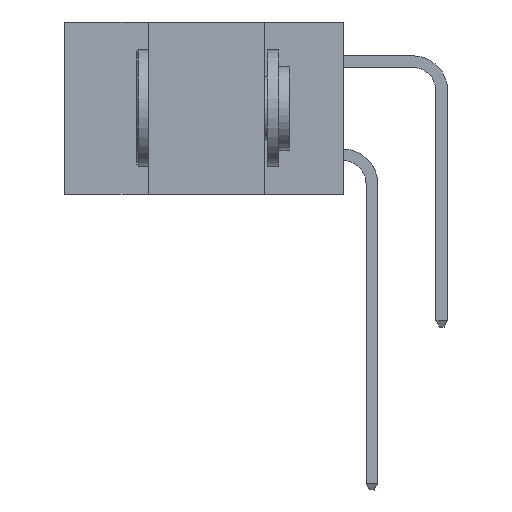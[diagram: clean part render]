
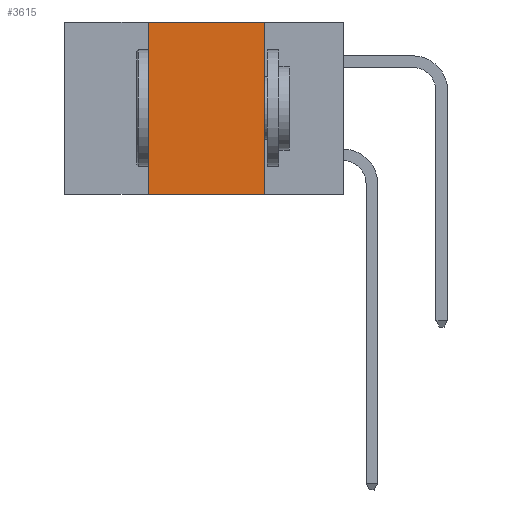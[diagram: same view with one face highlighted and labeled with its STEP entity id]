
A CAD part, left-side view. The second image highlights one B-rep face of the part: STEP entity #3615.
In plain terms, the highlighted planar face has unit normal (-1, 0, 0).
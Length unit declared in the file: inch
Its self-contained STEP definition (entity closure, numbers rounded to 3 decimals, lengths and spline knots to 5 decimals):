
#185 = VECTOR ( 'NONE', #2845, 39.37008 ) ;
#460 = DIRECTION ( 'NONE',  ( 0., -1., 0. ) ) ;
#627 = VERTEX_POINT ( 'NONE', #4143 ) ;
#989 = DIRECTION ( 'NONE',  ( 0., 0., -1. ) ) ;
#1276 = DIRECTION ( 'NONE',  ( 0., 0., -1. ) ) ;
#1574 = ORIENTED_EDGE ( 'NONE', *, *, #6151, .T. ) ;
#2671 = FACE_OUTER_BOUND ( 'NONE', #10317, .T. ) ;
#2845 = DIRECTION ( 'NONE',  ( 0., -1., 0. ) ) ;
#2880 = VECTOR ( 'NONE', #460, 39.37008 ) ;
#2968 = CARTESIAN_POINT ( 'NONE',  ( 0., 0.42, 0. ) ) ;
#2979 = EDGE_CURVE ( 'NONE', #12223, #9054, #15487, .T. ) ;
#3615 = ADVANCED_FACE ( 'NONE', ( #2671 ), #9165, .F. ) ;
#3839 = LINE ( 'NONE', #15122, #185 ) ;
#4143 = CARTESIAN_POINT ( 'NONE',  ( 0., 0.17, 0. ) ) ;
#5920 = CARTESIAN_POINT ( 'NONE',  ( 0., 0.42, -0.37 ) ) ;
#5985 = LINE ( 'NONE', #8026, #7480 ) ;
#6087 = ORIENTED_EDGE ( 'NONE', *, *, #11386, .F. ) ;
#6151 = EDGE_CURVE ( 'NONE', #12223, #16773, #3839, .T. ) ;
#6523 = CARTESIAN_POINT ( 'NONE',  ( 0., 0.6, 0. ) ) ;
#7289 = CARTESIAN_POINT ( 'NONE',  ( 0., 0.6, 0. ) ) ;
#7480 = VECTOR ( 'NONE', #1276, 39.37008 ) ;
#8026 = CARTESIAN_POINT ( 'NONE',  ( 0., 0.17, 0. ) ) ;
#9054 = VERTEX_POINT ( 'NONE', #14018 ) ;
#9165 = PLANE ( 'NONE',  #15146 ) ;
#9315 = CARTESIAN_POINT ( 'NONE',  ( 0., 0.17, -0.37 ) ) ;
#9798 = EDGE_CURVE ( 'NONE', #9054, #627, #13962, .T. ) ;
#10317 = EDGE_LOOP ( 'NONE', ( #6087, #14454, #13986, #1574 ) ) ;
#11386 = EDGE_CURVE ( 'NONE', #627, #16773, #5985, .T. ) ;
#12223 = VERTEX_POINT ( 'NONE', #5920 ) ;
#12364 = DIRECTION ( 'NONE',  ( 0., 0., 1. ) ) ;
#13962 = LINE ( 'NONE', #7289, #2880 ) ;
#13986 = ORIENTED_EDGE ( 'NONE', *, *, #2979, .F. ) ;
#14018 = CARTESIAN_POINT ( 'NONE',  ( 0., 0.42, 0. ) ) ;
#14208 = VECTOR ( 'NONE', #12364, 39.37008 ) ;
#14454 = ORIENTED_EDGE ( 'NONE', *, *, #9798, .F. ) ;
#15122 = CARTESIAN_POINT ( 'NONE',  ( 0., 0.6, -0.37 ) ) ;
#15146 = AXIS2_PLACEMENT_3D ( 'NONE', #6523, #16078, #989 ) ;
#15487 = LINE ( 'NONE', #2968, #14208 ) ;
#16078 = DIRECTION ( 'NONE',  ( 1., 0., 0. ) ) ;
#16773 = VERTEX_POINT ( 'NONE', #9315 ) ;
